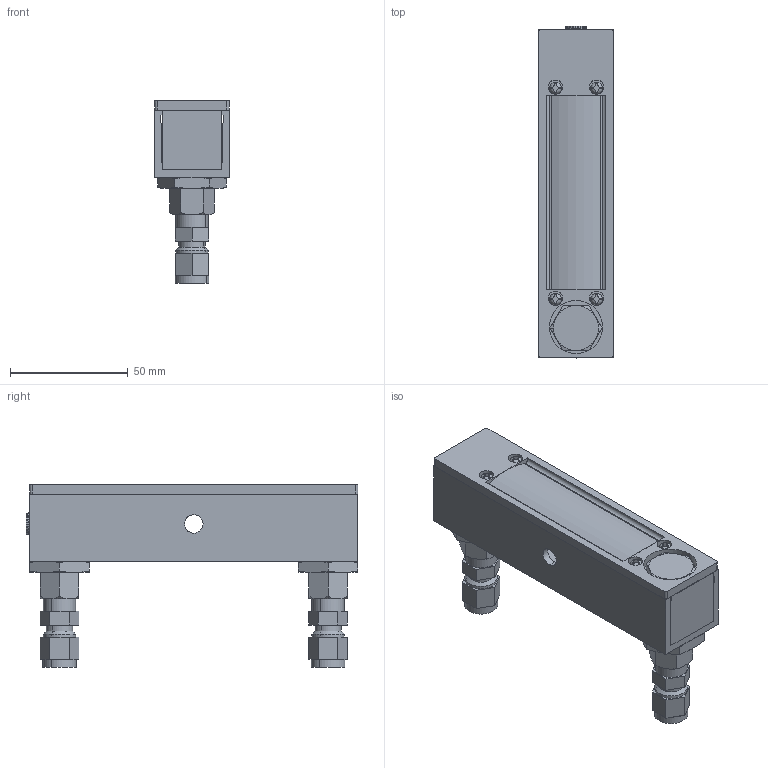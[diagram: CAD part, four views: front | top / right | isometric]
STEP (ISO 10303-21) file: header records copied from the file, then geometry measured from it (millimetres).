
FILE_DESCRIPTION (( 'STEP AP203' ), '1' );
FILE_NAME ('1350G-1-A-1-R.STEP', '2021-09-30T13:11:20', ( '' ), ( '' ), 'SwSTEP 2.0', 'SolidWorks 2020', '' );
FILE_SCHEMA (( 'CONFIG_CONTROL_DESIGN' ));
Length unit declared in the file: inch
Products named in the file (1): 1350G-1-A-1-R
Bounding box: 31.75 x 141.22 x 77.85 mm (x, y, z)
Volume: 96687.6 mm3; surface area: 62149.3 mm2
Topology: 22 solids, 22 shells, 961 faces, 2378 edges, 1524 vertices
Faces by surface type: plane 516, cylinder 169, cone 141, bspline 125, torus 10
Entity records: 34438 total; most frequent: CARTESIAN_POINT 12433, ORIENTED_EDGE 4728, DIRECTION 4069, EDGE_CURVE 2364, VERTEX_POINT 1524, VECTOR 1437, LINE 1437, AXIS2_PLACEMENT_3D 1316
